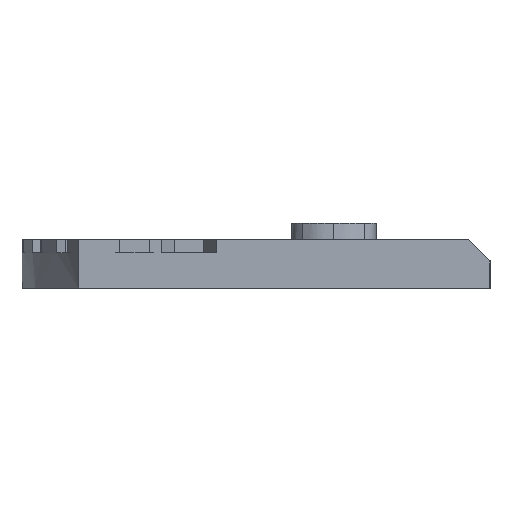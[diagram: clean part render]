
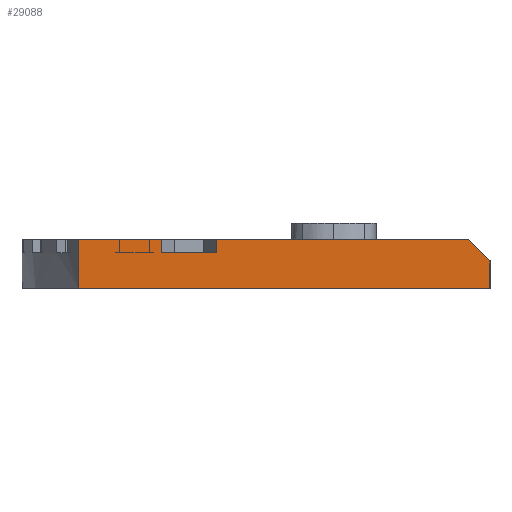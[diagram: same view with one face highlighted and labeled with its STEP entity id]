
A CAD part, left-side view. The second image highlights one B-rep face of the part: STEP entity #29088.
In plain terms, the highlighted planar face has unit normal (-1, 0, 0).
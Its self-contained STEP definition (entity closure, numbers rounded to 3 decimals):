
#3092=FACE_OUTER_BOUND('',#4745,.T.);
#4745=EDGE_LOOP('',(#26433,#26434,#26435,#26436,#26437,#26438,#26439,#26440,
#26441));
#5335=LINE('',#37052,#8529);
#5339=LINE('',#37060,#8533);
#6349=LINE('',#42031,#9543);
#6352=LINE('',#42038,#9546);
#6354=LINE('',#42041,#9548);
#7896=LINE('',#51924,#11090);
#7937=LINE('',#52122,#11131);
#7938=LINE('',#52125,#11132);
#7940=LINE('',#52128,#11134);
#8529=VECTOR('',#31246,10.);
#8533=VECTOR('',#31250,10.);
#9543=VECTOR('',#32588,10.);
#9546=VECTOR('',#32595,10.);
#9548=VECTOR('',#32599,10.);
#11090=VECTOR('',#35489,10.);
#11131=VECTOR('',#35602,10.);
#11132=VECTOR('',#35605,10.);
#11134=VECTOR('',#35609,10.);
#11558=VERTEX_POINT('',#37043);
#11559=VERTEX_POINT('',#37051);
#11562=VERTEX_POINT('',#37057);
#11563=VERTEX_POINT('',#37059);
#12848=VERTEX_POINT('',#42029);
#12850=VERTEX_POINT('',#42037);
#13888=VERTEX_POINT('',#51923);
#13892=VERTEX_POINT('',#52082);
#13893=VERTEX_POINT('',#52124);
#14513=EDGE_CURVE('',#11558,#11559,#5335,.T.);
#14517=EDGE_CURVE('',#11562,#11563,#5339,.T.);
#16001=EDGE_CURVE('',#11562,#12848,#6349,.T.);
#16004=EDGE_CURVE('',#12850,#11559,#6352,.T.);
#16006=EDGE_CURVE('',#12848,#12850,#6354,.T.);
#18032=EDGE_CURVE('',#11563,#13888,#7896,.T.);
#18074=EDGE_CURVE('',#13892,#11558,#7937,.T.);
#18075=EDGE_CURVE('',#13893,#13888,#7938,.T.);
#18077=EDGE_CURVE('',#13892,#13893,#7940,.T.);
#26433=ORIENTED_EDGE('',*,*,#16004,.T.);
#26434=ORIENTED_EDGE('',*,*,#14513,.F.);
#26435=ORIENTED_EDGE('',*,*,#18074,.F.);
#26436=ORIENTED_EDGE('',*,*,#18077,.T.);
#26437=ORIENTED_EDGE('',*,*,#18075,.T.);
#26438=ORIENTED_EDGE('',*,*,#18032,.F.);
#26439=ORIENTED_EDGE('',*,*,#14517,.F.);
#26440=ORIENTED_EDGE('',*,*,#16001,.T.);
#26441=ORIENTED_EDGE('',*,*,#16006,.T.);
#27548=PLANE('',#30206);
#29088=ADVANCED_FACE('',(#3092),#27548,.T.);
#30206=AXIS2_PLACEMENT_3D('',#52127,#35607,#35608);
#31246=DIRECTION('',(0.,-1.,0.));
#31250=DIRECTION('',(0.,-1.,0.));
#32588=DIRECTION('',(0.,0.,-1.));
#32595=DIRECTION('',(0.,0.,1.));
#32599=DIRECTION('',(0.,1.,0.));
#35489=DIRECTION('',(0.,-0.707,-0.707));
#35602=DIRECTION('',(0.,0.,1.));
#35605=DIRECTION('',(0.,0.,1.));
#35607=DIRECTION('center_axis',(-1.,0.,0.));
#35608=DIRECTION('ref_axis',(0.,-1.,0.));
#35609=DIRECTION('',(0.,-1.,0.));
#37043=CARTESIAN_POINT('',(0.,25.,3.));
#37051=CARTESIAN_POINT('',(0.,19.956,3.));
#37052=CARTESIAN_POINT('',(0.,25.,3.));
#37057=CARTESIAN_POINT('',(0.,16.644,3.));
#37059=CARTESIAN_POINT('',(0.,1.3,3.));
#37060=CARTESIAN_POINT('',(0.,25.,3.));
#42029=CARTESIAN_POINT('',(0.,16.644,2.2));
#42031=CARTESIAN_POINT('',(0.,16.644,1.5));
#42037=CARTESIAN_POINT('',(0.,19.956,2.2));
#42038=CARTESIAN_POINT('',(0.,19.956,1.5));
#42041=CARTESIAN_POINT('',(0.,21.65,2.2));
#51923=CARTESIAN_POINT('',(0.,0.,1.7));
#51924=CARTESIAN_POINT('',(0.,6.15,7.85));
#52082=CARTESIAN_POINT('',(0.,25.,0.));
#52122=CARTESIAN_POINT('',(0.,25.,0.));
#52124=CARTESIAN_POINT('',(0.,0.,0.));
#52125=CARTESIAN_POINT('',(0.,0.,0.));
#52127=CARTESIAN_POINT('Origin',(0.,25.,0.));
#52128=CARTESIAN_POINT('',(0.,25.,0.));
